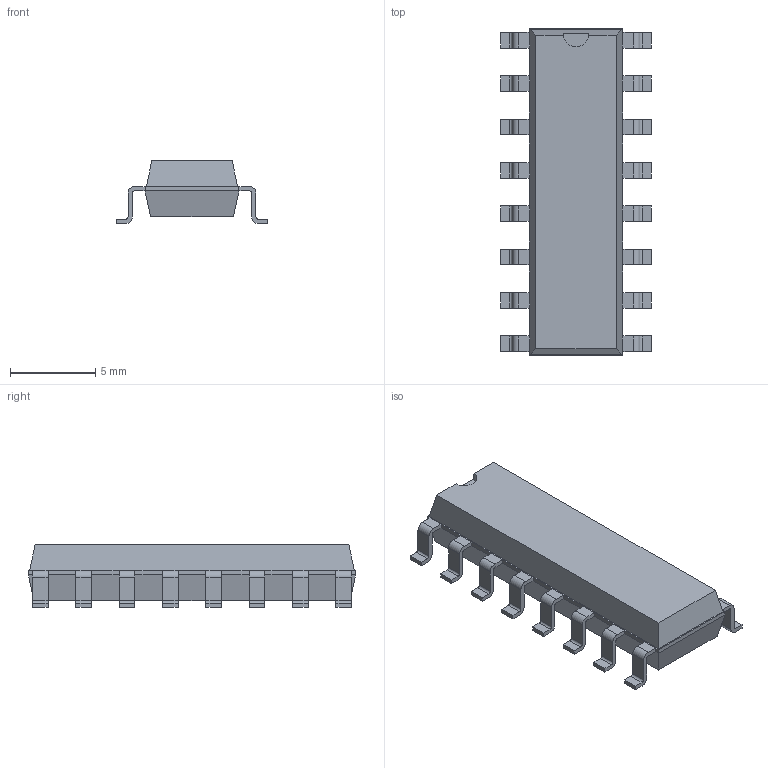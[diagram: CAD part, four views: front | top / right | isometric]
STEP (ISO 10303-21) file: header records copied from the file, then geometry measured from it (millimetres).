
FILE_DESCRIPTION(/* description */ ('model of SMDIP-16_W7.62mm'),/* implementation_level */ '2;1');
FILE_NAME(/* name */ 'SMDIP-16_W7.62mm.step',/* time_stamp */ '2017-09-26T19:20:03',/* author */ ('kicad StepUp','ksu'),/* organization */ ('FreeCAD'),/* preprocessor_version */ 'OCC',/* originating_system */ 'kicad StepUp',/* authorisation */ '');
FILE_SCHEMA(('AUTOMOTIVE_DESIGN { 1 0 10303 214 1 1 1 1 }'));
Length unit declared in the file: millimetre
Products named in the file (1): SMDIP_16_W762mm
Bounding box: 8.82 x 19.18 x 3.68 mm (x, y, z)
Volume: 330.7 mm3; surface area: 466.9 mm2
Topology: 1 solids, 1 shells, 276 faces, 716 edges, 442 vertices
Faces by surface type: plane 167, cylinder 65, bspline 44
Entity records: 5514 total; most frequent: ORIENTED_EDGE 1204, CARTESIAN_POINT 797, EDGE_CURVE 716, VERTEX_POINT 442, LINE 428, AXIS2_PLACEMENT_3D 319, ADVANCED_FACE 276, FACE_BOUND 276
